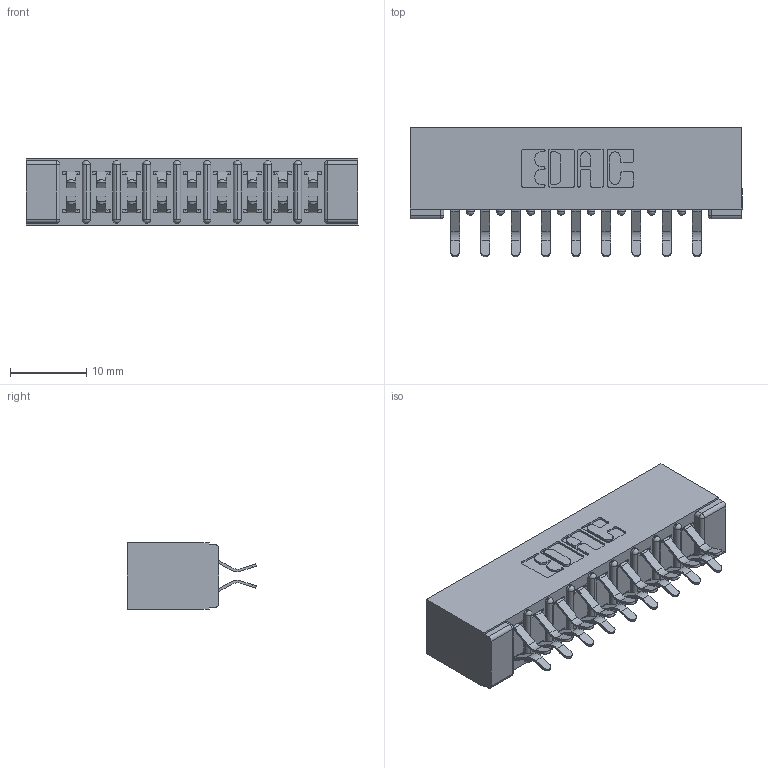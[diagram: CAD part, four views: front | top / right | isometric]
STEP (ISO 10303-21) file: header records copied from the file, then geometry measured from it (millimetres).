
FILE_DESCRIPTION (( 'STEP AP203' ), '1' );
FILE_NAME ('357-018-556-201.STEP', '2019-09-17T20:01:06', ( '' ), ( '' ), 'SwSTEP 2.0', 'SolidWorks 2016', '' );
FILE_SCHEMA (( 'CONFIG_CONTROL_DESIGN' ));
Length unit declared in the file: inch
Products named in the file (3): 357-018-556-201; 307-290-001_556; 307 Part_No Mounting Lugs
Assembly tree (19 placements, depth 2):
  357-018-556-201
    307 Part_No Mounting Lugs
    307-290-001_556  x18
Bounding box: 43.54 x 16.97 x 8.71 mm (x, y, z)
Volume: 3079 mm3; surface area: 5213 mm2
Topology: 19 solids, 19 shells, 1020 faces, 2855 edges, 1850 vertices
Faces by surface type: plane 660, cylinder 340, sphere 20
Entity records: 11898 total; most frequent: CARTESIAN_POINT 1953, ORIENTED_EDGE 1930, DIRECTION 1927, EDGE_CURVE 965, LINE 727, VECTOR 727, VERTEX_POINT 626, AXIS2_PLACEMENT_3D 600
